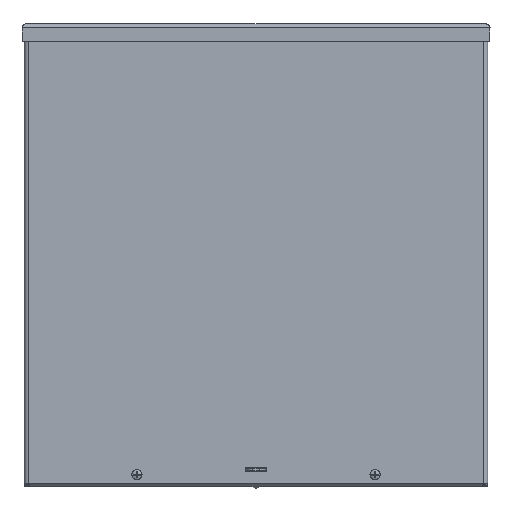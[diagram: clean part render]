
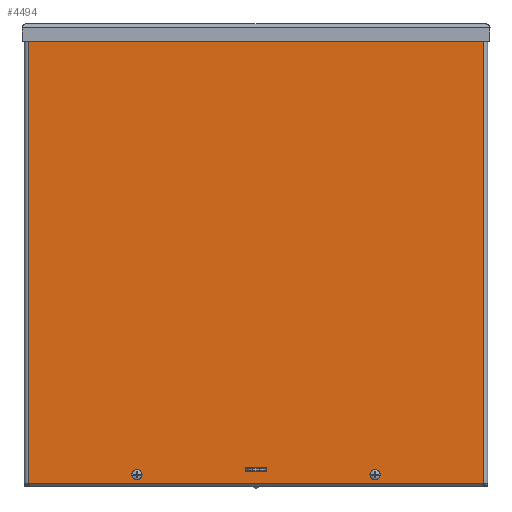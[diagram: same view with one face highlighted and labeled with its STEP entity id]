
A CAD part, top view. The second image highlights one B-rep face of the part: STEP entity #4494.
In plain terms, the highlighted planar face has unit normal (0, 0, 1).
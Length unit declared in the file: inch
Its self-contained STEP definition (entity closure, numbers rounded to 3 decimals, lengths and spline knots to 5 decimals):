
#107 = FACE_BOUND ( 'NONE', #18699, .T. ) ;
#328 = DIRECTION ( 'NONE',  ( 0., 0., -1. ) ) ;
#353 = AXIS2_PLACEMENT_3D ( 'NONE', #9169, #617, #558 ) ;
#558 = DIRECTION ( 'NONE',  ( 1., 0., 0. ) ) ;
#617 = DIRECTION ( 'NONE',  ( 0., 0., -1. ) ) ;
#641 = EDGE_CURVE ( 'NONE', #7279, #12616, #3852, .T. ) ;
#696 = CIRCLE ( 'NONE', #13037, 0.125 ) ;
#719 = EDGE_LOOP ( 'NONE', ( #8898 ) ) ;
#844 = CIRCLE ( 'NONE', #6742, 0.03125 ) ;
#1218 = LINE ( 'NONE', #11255, #12936 ) ;
#1253 = EDGE_CURVE ( 'NONE', #16219, #3332, #8847, .T. ) ;
#1430 = PLANE ( 'NONE',  #4467 ) ;
#1467 = VERTEX_POINT ( 'NONE', #4397 ) ;
#1700 = CARTESIAN_POINT ( 'NONE',  ( 0.42188, -4.13713, 6.19362 ) ) ;
#1755 = CARTESIAN_POINT ( 'NONE',  ( 9.059, 8.95313, 6.19362 ) ) ;
#2121 = AXIS2_PLACEMENT_3D ( 'NONE', #6148, #16269, #8796 ) ;
#2131 = DIRECTION ( 'NONE',  ( 0., 1., 0. ) ) ;
#2174 = CARTESIAN_POINT ( 'NONE',  ( -8.90625, 8.95312, 6.19362 ) ) ;
#2335 = FACE_BOUND ( 'NONE', #10716, .T. ) ;
#2440 = DIRECTION ( 'NONE',  ( 0., -1., 0. ) ) ;
#2454 = EDGE_CURVE ( 'NONE', #17118, #12745, #10311, .T. ) ;
#2499 = CARTESIAN_POINT ( 'NONE',  ( 0.42187, -8.41488, 6.19362 ) ) ;
#2535 = DIRECTION ( 'NONE',  ( -0.707, -0.707, 0. ) ) ;
#2876 = VECTOR ( 'NONE', #14730, 39.37008 ) ;
#3207 = EDGE_CURVE ( 'NONE', #6865, #6865, #16261, .T. ) ;
#3332 = VERTEX_POINT ( 'NONE', #2499 ) ;
#3483 = CARTESIAN_POINT ( 'NONE',  ( -4.65625, -8.5625, 6.19362 ) ) ;
#3744 = AXIS2_PLACEMENT_3D ( 'NONE', #3483, #7833, #13567 ) ;
#3784 = ORIENTED_EDGE ( 'NONE', *, *, #14852, .T. ) ;
#3852 = LINE ( 'NONE', #12251, #15856 ) ;
#3867 = CARTESIAN_POINT ( 'NONE',  ( 0.39062, -8.44613, 6.19362 ) ) ;
#3936 = VECTOR ( 'NONE', #6430, 39.37008 ) ;
#3974 = CARTESIAN_POINT ( 'NONE',  ( -0.39063, -8.41488, 6.19362 ) ) ;
#4354 = EDGE_CURVE ( 'NONE', #4713, #12132, #1218, .T. ) ;
#4395 = CARTESIAN_POINT ( 'NONE',  ( -0.42188, -8.32113, 6.19362 ) ) ;
#4397 = CARTESIAN_POINT ( 'NONE',  ( -4.53125, 8.59375, 6.19362 ) ) ;
#4467 = AXIS2_PLACEMENT_3D ( 'NONE', #15956, #11495, #11438 ) ;
#4494 = ADVANCED_FACE ( 'NONE', ( #18157, #14277, #2335, #17915, #107, #6606 ), #1430, .F. ) ;
#4713 = VERTEX_POINT ( 'NONE', #2174 ) ;
#5116 = CARTESIAN_POINT ( 'NONE',  ( -8.90625, -8.92188, 6.19362 ) ) ;
#5350 = ORIENTED_EDGE ( 'NONE', *, *, #8276, .F. ) ;
#5366 = CIRCLE ( 'NONE', #2121, 0.03125 ) ;
#5385 = CARTESIAN_POINT ( 'NONE',  ( 0.39063, -8.41488, 6.19362 ) ) ;
#5467 = EDGE_CURVE ( 'NONE', #16456, #12613, #6525, .T. ) ;
#5610 = EDGE_CURVE ( 'NONE', #12132, #7279, #5843, .T. ) ;
#5843 = LINE ( 'NONE', #14178, #14631 ) ;
#5959 = EDGE_CURVE ( 'NONE', #12616, #4713, #15520, .T. ) ;
#6077 = VECTOR ( 'NONE', #10654, 39.37008 ) ;
#6086 = ORIENTED_EDGE ( 'NONE', *, *, #2454, .F. ) ;
#6148 = CARTESIAN_POINT ( 'NONE',  ( 0.39063, -8.32113, 6.19362 ) ) ;
#6308 = CIRCLE ( 'NONE', #8443, 0.125 ) ;
#6430 = DIRECTION ( 'NONE',  ( 0., 1., 0. ) ) ;
#6525 = LINE ( 'NONE', #13417, #6077 ) ;
#6566 = EDGE_CURVE ( 'NONE', #16219, #12745, #17483, .T. ) ;
#6606 = FACE_BOUND ( 'NONE', #10261, .T. ) ;
#6670 = CARTESIAN_POINT ( 'NONE',  ( -0.39063, -8.44613, 6.19362 ) ) ;
#6721 = DIRECTION ( 'NONE',  ( 0., 0., 1. ) ) ;
#6742 = AXIS2_PLACEMENT_3D ( 'NONE', #13896, #6721, #16851 ) ;
#6801 = EDGE_CURVE ( 'NONE', #13249, #3332, #11110, .T. ) ;
#6865 = VERTEX_POINT ( 'NONE', #11125 ) ;
#6971 = DIRECTION ( 'NONE',  ( 0.707, -0.707, 0. ) ) ;
#6997 = EDGE_LOOP ( 'NONE', ( #10292, #16018, #7088, #12363 ) ) ;
#7088 = ORIENTED_EDGE ( 'NONE', *, *, #4354, .T. ) ;
#7279 = VERTEX_POINT ( 'NONE', #11598 ) ;
#7808 = VERTEX_POINT ( 'NONE', #4395 ) ;
#7833 = DIRECTION ( 'NONE',  ( 0., 0., -1. ) ) ;
#8276 = EDGE_CURVE ( 'NONE', #13249, #12613, #5366, .T. ) ;
#8443 = AXIS2_PLACEMENT_3D ( 'NONE', #11568, #328, #10377 ) ;
#8489 = CARTESIAN_POINT ( 'NONE',  ( -4.53125, -8.5625, 6.19362 ) ) ;
#8796 = DIRECTION ( 'NONE',  ( 0.707, 0.707, 0. ) ) ;
#8847 = CIRCLE ( 'NONE', #13425, 0.03125 ) ;
#8898 = ORIENTED_EDGE ( 'NONE', *, *, #10193, .T. ) ;
#9022 = ORIENTED_EDGE ( 'NONE', *, *, #15999, .T. ) ;
#9169 = CARTESIAN_POINT ( 'NONE',  ( 4.65625, -8.5625, 6.19362 ) ) ;
#9189 = CARTESIAN_POINT ( 'NONE',  ( 8.90625, 8.95312, 6.19362 ) ) ;
#9391 = CARTESIAN_POINT ( 'NONE',  ( -0.42188, -4.21525, 6.19362 ) ) ;
#9660 = ORIENTED_EDGE ( 'NONE', *, *, #10875, .T. ) ;
#10193 = EDGE_CURVE ( 'NONE', #12692, #12692, #15817, .T. ) ;
#10261 = EDGE_LOOP ( 'NONE', ( #3784 ) ) ;
#10292 = ORIENTED_EDGE ( 'NONE', *, *, #641, .T. ) ;
#10311 = CIRCLE ( 'NONE', #10557, 0.03125 ) ;
#10377 = DIRECTION ( 'NONE',  ( 1., 0., 0. ) ) ;
#10557 = AXIS2_PLACEMENT_3D ( 'NONE', #3974, #11170, #2535 ) ;
#10654 = DIRECTION ( 'NONE',  ( 1., 0., 0. ) ) ;
#10716 = EDGE_LOOP ( 'NONE', ( #9022 ) ) ;
#10873 = VECTOR ( 'NONE', #11766, 39.37008 ) ;
#10875 = EDGE_CURVE ( 'NONE', #17118, #7808, #12498, .T. ) ;
#10930 = VERTEX_POINT ( 'NONE', #17318 ) ;
#11110 = LINE ( 'NONE', #1700, #10873 ) ;
#11125 = CARTESIAN_POINT ( 'NONE',  ( 4.78125, -8.5625, 6.19362 ) ) ;
#11132 = CARTESIAN_POINT ( 'NONE',  ( 0.42187, -8.32113, 6.19362 ) ) ;
#11170 = DIRECTION ( 'NONE',  ( 0., 0., 1. ) ) ;
#11255 = CARTESIAN_POINT ( 'NONE',  ( -8.90625, 4.48438, 6.19362 ) ) ;
#11283 = DIRECTION ( 'NONE',  ( 1., 0., 0. ) ) ;
#11438 = DIRECTION ( 'NONE',  ( 1., 0., 0. ) ) ;
#11495 = DIRECTION ( 'NONE',  ( 0., 0., -1. ) ) ;
#11568 = CARTESIAN_POINT ( 'NONE',  ( -4.65625, 8.59375, 6.19362 ) ) ;
#11598 = CARTESIAN_POINT ( 'NONE',  ( 8.90625, -8.92188, 6.19362 ) ) ;
#11766 = DIRECTION ( 'NONE',  ( 0., -1., 0. ) ) ;
#11852 = ORIENTED_EDGE ( 'NONE', *, *, #6801, .T. ) ;
#12042 = CARTESIAN_POINT ( 'NONE',  ( -0.39063, -8.28988, 6.19362 ) ) ;
#12132 = VERTEX_POINT ( 'NONE', #5116 ) ;
#12251 = CARTESIAN_POINT ( 'NONE',  ( 8.90625, -4.45313, 6.19362 ) ) ;
#12363 = ORIENTED_EDGE ( 'NONE', *, *, #5610, .T. ) ;
#12470 = VECTOR ( 'NONE', #15529, 39.37008 ) ;
#12498 = LINE ( 'NONE', #9391, #3936 ) ;
#12613 = VERTEX_POINT ( 'NONE', #17872 ) ;
#12616 = VERTEX_POINT ( 'NONE', #9189 ) ;
#12692 = VERTEX_POINT ( 'NONE', #8489 ) ;
#12745 = VERTEX_POINT ( 'NONE', #6670 ) ;
#12936 = VECTOR ( 'NONE', #2440, 39.37008 ) ;
#12954 = ORIENTED_EDGE ( 'NONE', *, *, #5467, .T. ) ;
#13037 = AXIS2_PLACEMENT_3D ( 'NONE', #15329, #13905, #15389 ) ;
#13249 = VERTEX_POINT ( 'NONE', #11132 ) ;
#13327 = EDGE_CURVE ( 'NONE', #16456, #7808, #844, .T. ) ;
#13417 = CARTESIAN_POINT ( 'NONE',  ( -0.21094, -8.28988, 6.19362 ) ) ;
#13425 = AXIS2_PLACEMENT_3D ( 'NONE', #5385, #18416, #6971 ) ;
#13567 = DIRECTION ( 'NONE',  ( 1., 0., 0. ) ) ;
#13873 = ORIENTED_EDGE ( 'NONE', *, *, #13327, .F. ) ;
#13896 = CARTESIAN_POINT ( 'NONE',  ( -0.39063, -8.32113, 6.19362 ) ) ;
#13905 = DIRECTION ( 'NONE',  ( 0., 0., -1. ) ) ;
#13928 = ORIENTED_EDGE ( 'NONE', *, *, #6566, .T. ) ;
#13988 = EDGE_LOOP ( 'NONE', ( #11852, #15387, #13928, #6086, #9660, #13873, #12954, #5350 ) ) ;
#14178 = CARTESIAN_POINT ( 'NONE',  ( -9.059, -8.92188, 6.19362 ) ) ;
#14277 = FACE_BOUND ( 'NONE', #719, .T. ) ;
#14631 = VECTOR ( 'NONE', #11283, 39.37008 ) ;
#14730 = DIRECTION ( 'NONE',  ( -1., 0., 0. ) ) ;
#14852 = EDGE_CURVE ( 'NONE', #10930, #10930, #696, .T. ) ;
#15329 = CARTESIAN_POINT ( 'NONE',  ( 4.65625, 8.59375, 6.19362 ) ) ;
#15387 = ORIENTED_EDGE ( 'NONE', *, *, #1253, .F. ) ;
#15389 = DIRECTION ( 'NONE',  ( 1., 0., 0. ) ) ;
#15500 = ORIENTED_EDGE ( 'NONE', *, *, #3207, .T. ) ;
#15520 = LINE ( 'NONE', #1755, #2876 ) ;
#15529 = DIRECTION ( 'NONE',  ( -1., 0., 0. ) ) ;
#15817 = CIRCLE ( 'NONE', #3744, 0.125 ) ;
#15856 = VECTOR ( 'NONE', #2131, 39.37008 ) ;
#15956 = CARTESIAN_POINT ( 'NONE',  ( 0., 0.01562, 6.19362 ) ) ;
#15999 = EDGE_CURVE ( 'NONE', #1467, #1467, #6308, .T. ) ;
#16018 = ORIENTED_EDGE ( 'NONE', *, *, #5959, .T. ) ;
#16219 = VERTEX_POINT ( 'NONE', #3867 ) ;
#16261 = CIRCLE ( 'NONE', #353, 0.125 ) ;
#16269 = DIRECTION ( 'NONE',  ( 0., 0., 1. ) ) ;
#16346 = CARTESIAN_POINT ( 'NONE',  ( -0.42188, -8.41488, 6.19362 ) ) ;
#16456 = VERTEX_POINT ( 'NONE', #12042 ) ;
#16851 = DIRECTION ( 'NONE',  ( -0.707, 0.707, 0. ) ) ;
#17003 = CARTESIAN_POINT ( 'NONE',  ( 0.21094, -8.44613, 6.19362 ) ) ;
#17118 = VERTEX_POINT ( 'NONE', #16346 ) ;
#17318 = CARTESIAN_POINT ( 'NONE',  ( 4.78125, 8.59375, 6.19362 ) ) ;
#17483 = LINE ( 'NONE', #17003, #12470 ) ;
#17872 = CARTESIAN_POINT ( 'NONE',  ( 0.39062, -8.28988, 6.19362 ) ) ;
#17915 = FACE_BOUND ( 'NONE', #13988, .T. ) ;
#18157 = FACE_OUTER_BOUND ( 'NONE', #6997, .T. ) ;
#18416 = DIRECTION ( 'NONE',  ( 0., 0., 1. ) ) ;
#18699 = EDGE_LOOP ( 'NONE', ( #15500 ) ) ;
